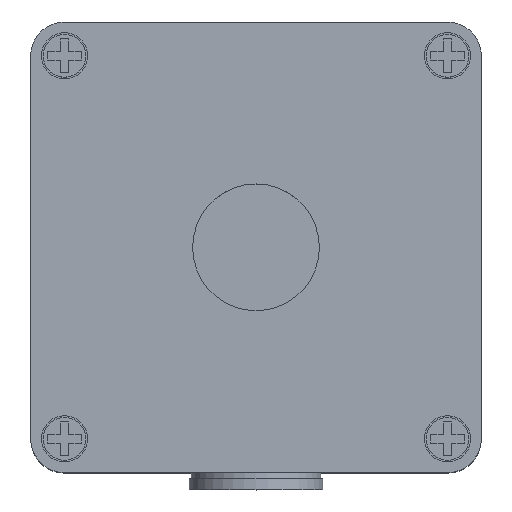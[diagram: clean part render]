
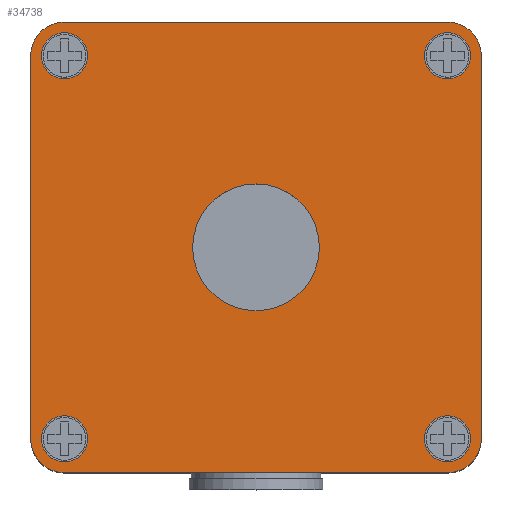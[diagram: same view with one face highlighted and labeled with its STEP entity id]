
A CAD part, top view. The second image highlights one B-rep face of the part: STEP entity #34738.
In plain terms, the highlighted planar face has unit normal (0, 0, 1).
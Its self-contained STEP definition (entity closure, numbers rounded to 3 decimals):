
#33401=CARTESIAN_POINT('',(6.,74.,6.));
#33402=DIRECTION('',(0.,0.,1.));
#33403=DIRECTION('',(0.,1.,0.));
#33404=AXIS2_PLACEMENT_3D('',#33401,#33402,#33403);
#33406=DIRECTION('',(-1.,0.,0.));
#33407=VECTOR('',#33406,68.);
#33408=CARTESIAN_POINT('',(74.,80.,6.));
#33409=LINE('',#33408,#33407);
#33410=CARTESIAN_POINT('',(74.,74.,6.));
#33411=DIRECTION('',(0.,0.,1.));
#33412=DIRECTION('',(1.,0.,0.));
#33413=AXIS2_PLACEMENT_3D('',#33410,#33411,#33412);
#33415=DIRECTION('',(0.,1.,0.));
#33416=VECTOR('',#33415,68.);
#33417=CARTESIAN_POINT('',(80.,6.,6.));
#33418=LINE('',#33417,#33416);
#33419=CARTESIAN_POINT('',(74.,6.,6.));
#33420=DIRECTION('',(0.,0.,1.));
#33421=DIRECTION('',(0.,-1.,0.));
#33422=AXIS2_PLACEMENT_3D('',#33419,#33420,#33421);
#33424=DIRECTION('',(1.,0.,0.));
#33425=VECTOR('',#33424,68.);
#33426=CARTESIAN_POINT('',(6.,0.,6.));
#33427=LINE('',#33426,#33425);
#33428=CARTESIAN_POINT('',(6.,6.,6.));
#33429=DIRECTION('',(0.,0.,1.));
#33430=DIRECTION('',(-1.,0.,0.));
#33431=AXIS2_PLACEMENT_3D('',#33428,#33429,#33430);
#33433=DIRECTION('',(0.,-1.,0.));
#33434=VECTOR('',#33433,68.);
#33435=CARTESIAN_POINT('',(0.,74.,6.));
#33436=LINE('',#33435,#33434);
#33437=CARTESIAN_POINT('',(6.,6.,6.));
#33438=DIRECTION('',(0.,0.,1.));
#33439=DIRECTION('',(1.,0.,0.));
#33440=AXIS2_PLACEMENT_3D('',#33437,#33438,#33439);
#33442=CARTESIAN_POINT('',(6.,6.,6.));
#33443=DIRECTION('',(0.,0.,1.));
#33444=DIRECTION('',(-1.,0.,0.));
#33445=AXIS2_PLACEMENT_3D('',#33442,#33443,#33444);
#33447=CARTESIAN_POINT('',(74.,6.,6.));
#33448=DIRECTION('',(0.,0.,1.));
#33449=DIRECTION('',(1.,0.,0.));
#33450=AXIS2_PLACEMENT_3D('',#33447,#33448,#33449);
#33452=CARTESIAN_POINT('',(74.,6.,6.));
#33453=DIRECTION('',(0.,0.,1.));
#33454=DIRECTION('',(-1.,0.,0.));
#33455=AXIS2_PLACEMENT_3D('',#33452,#33453,#33454);
#33457=CARTESIAN_POINT('',(74.,74.,6.));
#33458=DIRECTION('',(0.,0.,1.));
#33459=DIRECTION('',(1.,0.,0.));
#33460=AXIS2_PLACEMENT_3D('',#33457,#33458,#33459);
#33462=CARTESIAN_POINT('',(74.,74.,6.));
#33463=DIRECTION('',(0.,0.,1.));
#33464=DIRECTION('',(-1.,0.,0.));
#33465=AXIS2_PLACEMENT_3D('',#33462,#33463,#33464);
#33467=CARTESIAN_POINT('',(6.,74.,6.));
#33468=DIRECTION('',(0.,0.,1.));
#33469=DIRECTION('',(1.,0.,0.));
#33470=AXIS2_PLACEMENT_3D('',#33467,#33468,#33469);
#33472=CARTESIAN_POINT('',(6.,74.,6.));
#33473=DIRECTION('',(0.,0.,1.));
#33474=DIRECTION('',(-1.,0.,0.));
#33475=AXIS2_PLACEMENT_3D('',#33472,#33473,#33474);
#33477=CARTESIAN_POINT('',(40.,40.,6.));
#33478=DIRECTION('',(0.,0.,1.));
#33479=DIRECTION('',(1.,0.,0.));
#33480=AXIS2_PLACEMENT_3D('',#33477,#33478,#33479);
#33482=CARTESIAN_POINT('',(40.,40.,6.));
#33483=DIRECTION('',(0.,0.,1.));
#33484=DIRECTION('',(-1.,0.,0.));
#33485=AXIS2_PLACEMENT_3D('',#33482,#33483,#33484);
#34259=CARTESIAN_POINT('',(6.,80.,6.));
#34260=VERTEX_POINT('',#34259);
#34261=CARTESIAN_POINT('',(0.,74.,6.));
#34262=VERTEX_POINT('',#34261);
#34267=CARTESIAN_POINT('',(80.,74.,6.));
#34268=VERTEX_POINT('',#34267);
#34269=CARTESIAN_POINT('',(74.,80.,6.));
#34270=VERTEX_POINT('',#34269);
#34275=CARTESIAN_POINT('',(0.,6.,6.));
#34276=VERTEX_POINT('',#34275);
#34277=CARTESIAN_POINT('',(6.,0.,6.));
#34278=VERTEX_POINT('',#34277);
#34283=CARTESIAN_POINT('',(74.,0.,6.));
#34284=VERTEX_POINT('',#34283);
#34285=CARTESIAN_POINT('',(80.,6.,6.));
#34286=VERTEX_POINT('',#34285);
#34303=CARTESIAN_POINT('',(10.1,6.,6.));
#34304=CARTESIAN_POINT('',(1.9,6.,6.));
#34305=VERTEX_POINT('',#34303);
#34306=VERTEX_POINT('',#34304);
#34307=CARTESIAN_POINT('',(78.1,6.,6.));
#34308=CARTESIAN_POINT('',(69.9,6.,6.));
#34309=VERTEX_POINT('',#34307);
#34310=VERTEX_POINT('',#34308);
#34311=CARTESIAN_POINT('',(78.1,74.,6.));
#34312=CARTESIAN_POINT('',(69.9,74.,6.));
#34313=VERTEX_POINT('',#34311);
#34314=VERTEX_POINT('',#34312);
#34315=CARTESIAN_POINT('',(10.1,74.,6.));
#34316=CARTESIAN_POINT('',(1.9,74.,6.));
#34317=VERTEX_POINT('',#34315);
#34318=VERTEX_POINT('',#34316);
#34543=CARTESIAN_POINT('',(51.25,40.,6.));
#34544=CARTESIAN_POINT('',(28.75,40.,6.));
#34545=VERTEX_POINT('',#34543);
#34546=VERTEX_POINT('',#34544);
#34693=CARTESIAN_POINT('',(0.,0.,6.));
#34694=DIRECTION('',(0.,0.,1.));
#34695=DIRECTION('',(1.,0.,0.));
#34696=AXIS2_PLACEMENT_3D('',#34693,#34694,#34695);
#34697=PLANE('',#34696);
#34698=ORIENTED_EDGE('',*,*,#34589,.F.);
#34699=ORIENTED_EDGE('',*,*,#34605,.F.);
#34700=ORIENTED_EDGE('',*,*,#34618,.F.);
#34701=ORIENTED_EDGE('',*,*,#34633,.F.);
#34702=ORIENTED_EDGE('',*,*,#34646,.F.);
#34703=ORIENTED_EDGE('',*,*,#34659,.F.);
#34704=ORIENTED_EDGE('',*,*,#34674,.F.);
#34705=ORIENTED_EDGE('',*,*,#34686,.F.);
#34706=EDGE_LOOP('',(#34698,#34699,#34700,#34701,#34702,#34703,#34704,#34705));
#34707=FACE_OUTER_BOUND('',#34706,.F.);
#34709=ORIENTED_EDGE('',*,*,#34708,.T.);
#34711=ORIENTED_EDGE('',*,*,#34710,.T.);
#34712=EDGE_LOOP('',(#34709,#34711));
#34713=FACE_BOUND('',#34712,.F.);
#34715=ORIENTED_EDGE('',*,*,#34714,.T.);
#34717=ORIENTED_EDGE('',*,*,#34716,.T.);
#34718=EDGE_LOOP('',(#34715,#34717));
#34719=FACE_BOUND('',#34718,.F.);
#34721=ORIENTED_EDGE('',*,*,#34720,.T.);
#34723=ORIENTED_EDGE('',*,*,#34722,.T.);
#34724=EDGE_LOOP('',(#34721,#34723));
#34725=FACE_BOUND('',#34724,.F.);
#34727=ORIENTED_EDGE('',*,*,#34726,.T.);
#34729=ORIENTED_EDGE('',*,*,#34728,.T.);
#34730=EDGE_LOOP('',(#34727,#34729));
#34731=FACE_BOUND('',#34730,.F.);
#34733=ORIENTED_EDGE('',*,*,#34732,.T.);
#34735=ORIENTED_EDGE('',*,*,#34734,.T.);
#34736=EDGE_LOOP('',(#34733,#34735));
#34737=FACE_BOUND('',#34736,.F.);
#33405=CIRCLE('',#33404,6.);
#33414=CIRCLE('',#33413,6.);
#33423=CIRCLE('',#33422,6.);
#33432=CIRCLE('',#33431,6.);
#33441=CIRCLE('',#33440,4.1);
#33446=CIRCLE('',#33445,4.1);
#33451=CIRCLE('',#33450,4.1);
#33456=CIRCLE('',#33455,4.1);
#33461=CIRCLE('',#33460,4.1);
#33466=CIRCLE('',#33465,4.1);
#33471=CIRCLE('',#33470,4.1);
#33476=CIRCLE('',#33475,4.1);
#33481=CIRCLE('',#33480,11.25);
#33486=CIRCLE('',#33485,11.25);
#34589=EDGE_CURVE('',#34260,#34262,#33405,.T.);
#34605=EDGE_CURVE('',#34270,#34260,#33409,.T.);
#34618=EDGE_CURVE('',#34268,#34270,#33414,.T.);
#34633=EDGE_CURVE('',#34286,#34268,#33418,.T.);
#34646=EDGE_CURVE('',#34284,#34286,#33423,.T.);
#34659=EDGE_CURVE('',#34278,#34284,#33427,.T.);
#34674=EDGE_CURVE('',#34276,#34278,#33432,.T.);
#34686=EDGE_CURVE('',#34262,#34276,#33436,.T.);
#34708=EDGE_CURVE('',#34305,#34306,#33441,.T.);
#34710=EDGE_CURVE('',#34306,#34305,#33446,.T.);
#34714=EDGE_CURVE('',#34309,#34310,#33451,.T.);
#34716=EDGE_CURVE('',#34310,#34309,#33456,.T.);
#34720=EDGE_CURVE('',#34313,#34314,#33461,.T.);
#34722=EDGE_CURVE('',#34314,#34313,#33466,.T.);
#34726=EDGE_CURVE('',#34317,#34318,#33471,.T.);
#34728=EDGE_CURVE('',#34318,#34317,#33476,.T.);
#34732=EDGE_CURVE('',#34545,#34546,#33481,.T.);
#34734=EDGE_CURVE('',#34546,#34545,#33486,.T.);
#34738=ADVANCED_FACE('',(#34707,#34713,#34719,#34725,#34731,#34737),#34697,.T.);
